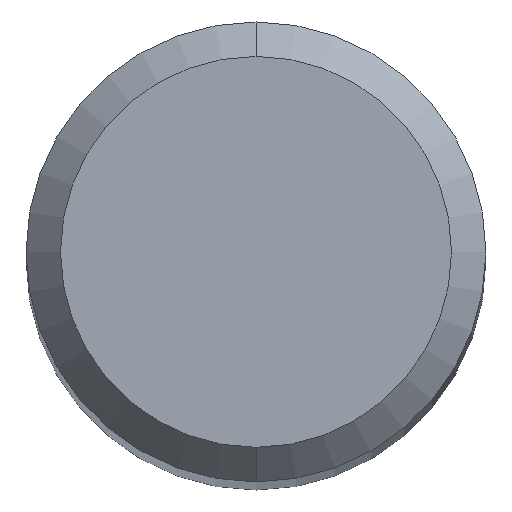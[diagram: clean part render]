
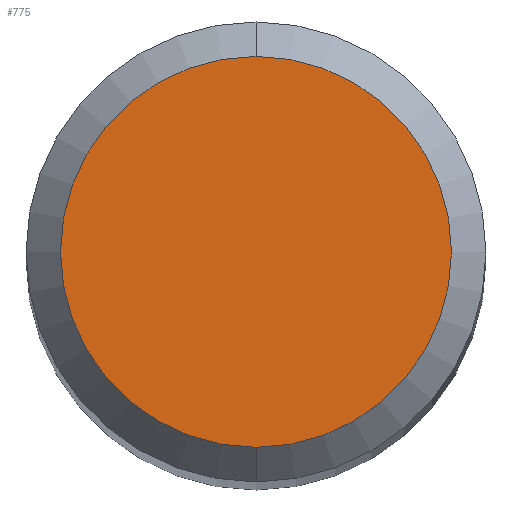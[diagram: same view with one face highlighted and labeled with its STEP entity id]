
A CAD part, top view. The second image highlights one B-rep face of the part: STEP entity #775.
In plain terms, the highlighted planar face has unit normal (0, 0, 1).
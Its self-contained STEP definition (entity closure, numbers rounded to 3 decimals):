
#437=VERTEX_POINT('',#1219);
#439=EDGE_CURVE('',#911,#437,#1221,.T.);
#775=ADVANCED_FACE('',(#1589),#1590,.T.);
#911=VERTEX_POINT('',#1736);
#957=EDGE_CURVE('',#437,#911,#1785,.T.);
#1219=CARTESIAN_POINT('',(0.,-1.7,0.0));
#1221=CIRCLE('',#2203,1.7);
#1589=FACE_OUTER_BOUND('',#3503,.T.);
#1590=PLANE('',#3504);
#1736=CARTESIAN_POINT('',(0.0,1.7,0.0));
#1785=CIRCLE('',#4213,1.7);
#2203=AXIS2_PLACEMENT_3D('',#5189,#5190,#5191);
#3503=EDGE_LOOP('',(#5645,#5646));
#3504=AXIS2_PLACEMENT_3D('',#5647,#5648,#5649);
#4213=AXIS2_PLACEMENT_3D('',#5811,#5812,#5813);
#5189=CARTESIAN_POINT('',(0.0,0.0,0.0));
#5190=DIRECTION('',(0.0,0.0,-1.0));
#5191=DIRECTION('',(0.0,1.0,0.0));
#5645=ORIENTED_EDGE('',*,*,#439,.F.);
#5646=ORIENTED_EDGE('',*,*,#957,.F.);
#5647=CARTESIAN_POINT('',(0.0,0.85,0.0));
#5648=DIRECTION('',(-0.0,0.0,1.0));
#5649=DIRECTION('',(0.0,-1.0,0.0));
#5811=CARTESIAN_POINT('',(0.0,0.0,0.0));
#5812=DIRECTION('',(0.0,0.0,-1.0));
#5813=DIRECTION('',(0.0,1.0,0.0));
